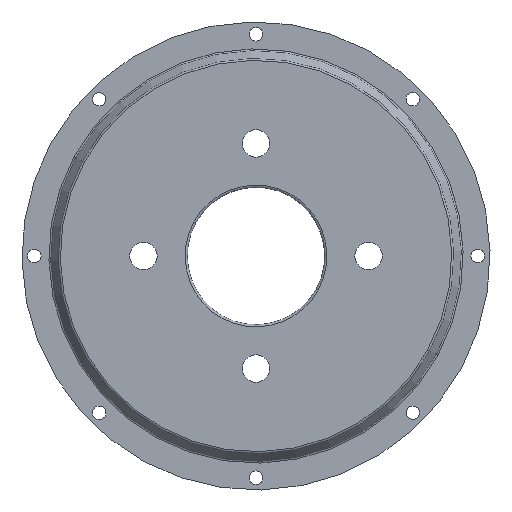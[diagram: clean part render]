
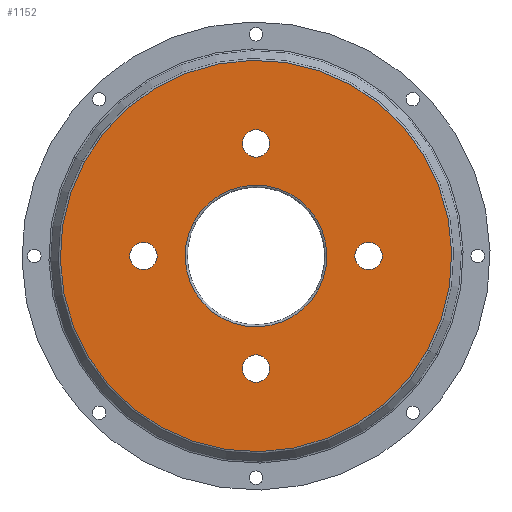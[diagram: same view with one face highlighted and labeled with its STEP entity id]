
A CAD part, left-side view. The second image highlights one B-rep face of the part: STEP entity #1152.
In plain terms, the highlighted planar face has unit normal (-1, 0, 0).
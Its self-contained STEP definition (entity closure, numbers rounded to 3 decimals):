
#127=CARTESIAN_POINT('Vertex',(0.,-6.1,50.)) ;
#130=CARTESIAN_POINT('Axis2P3D Location',(0.,0.,50.)) ;
#134=CARTESIAN_POINT('Vertex',(0.,6.1,50.)) ;
#154=CARTESIAN_POINT('Axis2P3D Location',(0.,0.,50.)) ;
#184=CARTESIAN_POINT('Vertex',(0.,-56.1,0.)) ;
#187=CARTESIAN_POINT('Axis2P3D Location',(0.,-50.,0.)) ;
#191=CARTESIAN_POINT('Vertex',(0.,-43.9,0.)) ;
#211=CARTESIAN_POINT('Axis2P3D Location',(0.,-50.,0.)) ;
#241=CARTESIAN_POINT('Vertex',(0.,43.9,0.)) ;
#244=CARTESIAN_POINT('Axis2P3D Location',(0.,50.,0.)) ;
#248=CARTESIAN_POINT('Vertex',(0.,56.1,0.)) ;
#268=CARTESIAN_POINT('Axis2P3D Location',(0.,50.,0.)) ;
#298=CARTESIAN_POINT('Vertex',(0.,-6.1,-50.)) ;
#301=CARTESIAN_POINT('Axis2P3D Location',(0.,0.,-50.)) ;
#305=CARTESIAN_POINT('Vertex',(0.,6.1,-50.)) ;
#325=CARTESIAN_POINT('Axis2P3D Location',(0.,0.,-50.)) ;
#921=CARTESIAN_POINT('Vertex',(0.,-76.319,-41.693)) ;
#924=CARTESIAN_POINT('Axis2P3D Location',(0.,0.,0.)) ;
#928=CARTESIAN_POINT('Vertex',(0.,76.319,41.693)) ;
#955=CARTESIAN_POINT('Axis2P3D Location',(0.,0.,0.)) ;
#1109=CARTESIAN_POINT('Axis2P3D Location',(0.,30.5,0.)) ;
#1118=CARTESIAN_POINT('Axis2P3D Location',(0.,0.,0.)) ;
#1122=CARTESIAN_POINT('Vertex',(0.,-27.644,-15.102)) ;
#1124=CARTESIAN_POINT('Vertex',(0.,27.644,15.102)) ;
#1127=CARTESIAN_POINT('Axis2P3D Location',(0.,0.,0.)) ;
#131=DIRECTION('Axis2P3D Direction',(-1.,0.,0.)) ;
#155=DIRECTION('Axis2P3D Direction',(-1.,0.,0.)) ;
#188=DIRECTION('Axis2P3D Direction',(-1.,0.,0.)) ;
#212=DIRECTION('Axis2P3D Direction',(-1.,0.,0.)) ;
#245=DIRECTION('Axis2P3D Direction',(-1.,0.,0.)) ;
#269=DIRECTION('Axis2P3D Direction',(-1.,0.,0.)) ;
#302=DIRECTION('Axis2P3D Direction',(-1.,0.,0.)) ;
#326=DIRECTION('Axis2P3D Direction',(-1.,0.,0.)) ;
#925=DIRECTION('Axis2P3D Direction',(1.,0.,-0.)) ;
#956=DIRECTION('Axis2P3D Direction',(1.,-0.,0.)) ;
#1110=DIRECTION('Axis2P3D Direction',(1.,0.,0.)) ;
#1111=DIRECTION('Axis2P3D XDirection',(0.,1.,0.)) ;
#1119=DIRECTION('Axis2P3D Direction',(1.,0.,0.)) ;
#1128=DIRECTION('Axis2P3D Direction',(1.,0.,0.)) ;
#132=AXIS2_PLACEMENT_3D('Circle Axis2P3D',#130,#131,$) ;
#156=AXIS2_PLACEMENT_3D('Circle Axis2P3D',#154,#155,$) ;
#189=AXIS2_PLACEMENT_3D('Circle Axis2P3D',#187,#188,$) ;
#213=AXIS2_PLACEMENT_3D('Circle Axis2P3D',#211,#212,$) ;
#246=AXIS2_PLACEMENT_3D('Circle Axis2P3D',#244,#245,$) ;
#270=AXIS2_PLACEMENT_3D('Circle Axis2P3D',#268,#269,$) ;
#303=AXIS2_PLACEMENT_3D('Circle Axis2P3D',#301,#302,$) ;
#327=AXIS2_PLACEMENT_3D('Circle Axis2P3D',#325,#326,$) ;
#926=AXIS2_PLACEMENT_3D('Circle Axis2P3D',#924,#925,$) ;
#957=AXIS2_PLACEMENT_3D('Circle Axis2P3D',#955,#956,$) ;
#1112=AXIS2_PLACEMENT_3D('Plane Axis2P3D',#1109,#1110,#1111) ;
#1120=AXIS2_PLACEMENT_3D('Circle Axis2P3D',#1118,#1119,$) ;
#1129=AXIS2_PLACEMENT_3D('Circle Axis2P3D',#1127,#1128,$) ;
#1115=ORIENTED_EDGE('',*,*,#959,.F.) ;
#1116=ORIENTED_EDGE('',*,*,#930,.F.) ;
#1133=ORIENTED_EDGE('',*,*,#1126,.T.) ;
#1134=ORIENTED_EDGE('',*,*,#1131,.T.) ;
#1137=ORIENTED_EDGE('',*,*,#158,.F.) ;
#1138=ORIENTED_EDGE('',*,*,#136,.F.) ;
#1141=ORIENTED_EDGE('',*,*,#215,.F.) ;
#1142=ORIENTED_EDGE('',*,*,#193,.F.) ;
#1145=ORIENTED_EDGE('',*,*,#272,.F.) ;
#1146=ORIENTED_EDGE('',*,*,#250,.F.) ;
#1149=ORIENTED_EDGE('',*,*,#329,.F.) ;
#1150=ORIENTED_EDGE('',*,*,#307,.F.) ;
#1135=FACE_BOUND('',#1132,.T.) ;
#1139=FACE_BOUND('',#1136,.T.) ;
#1143=FACE_BOUND('',#1140,.T.) ;
#1147=FACE_BOUND('',#1144,.T.) ;
#1151=FACE_BOUND('',#1148,.T.) ;
#1152=ADVANCED_FACE('Corps principal',(#1117,#1135,#1139,#1143,#1147,#1151),#1113,.F.) ;
#133=CIRCLE('generated circle',#132,6.1) ;
#157=CIRCLE('generated circle',#156,6.1) ;
#190=CIRCLE('generated circle',#189,6.1) ;
#214=CIRCLE('generated circle',#213,6.1) ;
#247=CIRCLE('generated circle',#246,6.1) ;
#271=CIRCLE('generated circle',#270,6.1) ;
#304=CIRCLE('generated circle',#303,6.1) ;
#328=CIRCLE('generated circle',#327,6.1) ;
#927=CIRCLE('generated circle',#926,86.965) ;
#958=CIRCLE('generated circle',#957,86.965) ;
#1121=CIRCLE('generated circle',#1120,31.5) ;
#1130=CIRCLE('generated circle',#1129,31.5) ;
#136=EDGE_CURVE('',#128,#135,#133,.T.) ;
#158=EDGE_CURVE('',#135,#128,#157,.T.) ;
#193=EDGE_CURVE('',#185,#192,#190,.T.) ;
#215=EDGE_CURVE('',#192,#185,#214,.T.) ;
#250=EDGE_CURVE('',#242,#249,#247,.T.) ;
#272=EDGE_CURVE('',#249,#242,#271,.T.) ;
#307=EDGE_CURVE('',#299,#306,#304,.T.) ;
#329=EDGE_CURVE('',#306,#299,#328,.T.) ;
#930=EDGE_CURVE('',#922,#929,#927,.T.) ;
#959=EDGE_CURVE('',#929,#922,#958,.T.) ;
#1126=EDGE_CURVE('',#1123,#1125,#1121,.T.) ;
#1131=EDGE_CURVE('',#1125,#1123,#1130,.T.) ;
#1114=EDGE_LOOP('',(#1115,#1116)) ;
#1132=EDGE_LOOP('',(#1133,#1134)) ;
#1136=EDGE_LOOP('',(#1137,#1138)) ;
#1140=EDGE_LOOP('',(#1141,#1142)) ;
#1144=EDGE_LOOP('',(#1145,#1146)) ;
#1148=EDGE_LOOP('',(#1149,#1150)) ;
#1117=FACE_OUTER_BOUND('',#1114,.T.) ;
#1113=PLANE('Plane',#1112) ;
#128=VERTEX_POINT('',#127) ;
#135=VERTEX_POINT('',#134) ;
#185=VERTEX_POINT('',#184) ;
#192=VERTEX_POINT('',#191) ;
#242=VERTEX_POINT('',#241) ;
#249=VERTEX_POINT('',#248) ;
#299=VERTEX_POINT('',#298) ;
#306=VERTEX_POINT('',#305) ;
#922=VERTEX_POINT('',#921) ;
#929=VERTEX_POINT('',#928) ;
#1123=VERTEX_POINT('',#1122) ;
#1125=VERTEX_POINT('',#1124) ;
